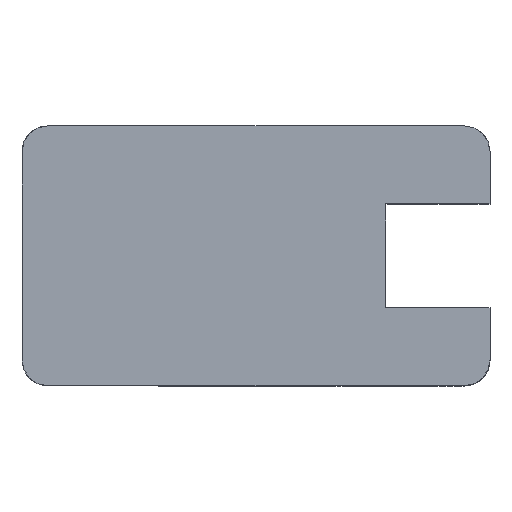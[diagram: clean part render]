
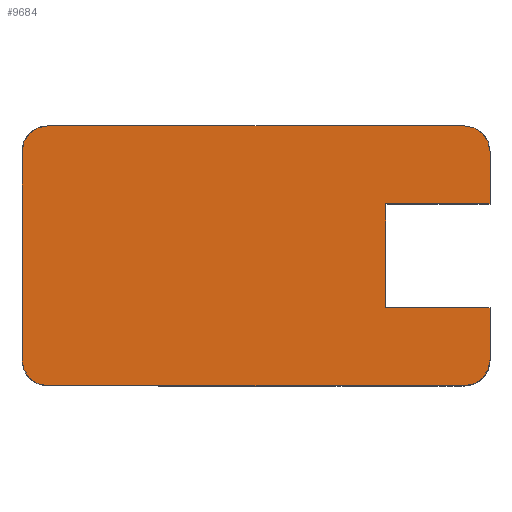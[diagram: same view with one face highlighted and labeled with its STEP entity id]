
A CAD part, top view. The second image highlights one B-rep face of the part: STEP entity #9684.
In plain terms, the highlighted planar face has unit normal (0, 0, 1).
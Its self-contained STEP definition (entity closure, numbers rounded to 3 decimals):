
#2002 = VERTEX_POINT('',#2003);
#2003 = CARTESIAN_POINT('',(27.244,-0.594,0.));
#2024 = VERTEX_POINT('',#2025);
#2025 = CARTESIAN_POINT('',(28.009,-0.746,0.));
#2032 = EDGE_CURVE('',#2024,#2002,#2033,.T.);
#2033 = LINE('',#2034,#2035);
#2034 = CARTESIAN_POINT('',(28.009,-0.746,0.));
#2035 = VECTOR('',#2036,1.);
#2036 = DIRECTION('',(-0.981,0.195,0.));
#2079 = VERTEX_POINT('',#2080);
#2080 = CARTESIAN_POINT('',(28.658,-1.18,0.));
#2087 = EDGE_CURVE('',#2079,#2024,#2088,.T.);
#2088 = LINE('',#2089,#2090);
#2089 = CARTESIAN_POINT('',(28.658,-1.18,0.));
#2090 = VECTOR('',#2091,1.);
#2091 = DIRECTION('',(-0.831,0.556,0.));
#2134 = VERTEX_POINT('',#2135);
#2135 = CARTESIAN_POINT('',(29.091,-1.828,0.));
#2142 = EDGE_CURVE('',#2134,#2079,#2143,.T.);
#2143 = LINE('',#2144,#2145);
#2144 = CARTESIAN_POINT('',(29.091,-1.828,0.));
#2145 = VECTOR('',#2146,1.);
#2146 = DIRECTION('',(-0.556,0.831,0.));
#2189 = VERTEX_POINT('',#2190);
#2190 = CARTESIAN_POINT('',(29.244,-2.594,0.));
#2197 = EDGE_CURVE('',#2189,#2134,#2198,.T.);
#2198 = LINE('',#2199,#2200);
#2199 = CARTESIAN_POINT('',(29.244,-2.594,0.));
#2200 = VECTOR('',#2201,1.);
#2201 = DIRECTION('',(-0.195,0.981,0.));
#2313 = VERTEX_POINT('',#2314);
#2314 = CARTESIAN_POINT('',(-4.757,-0.594,0.));
#2320 = EDGE_CURVE('',#2313,#2002,#2321,.T.);
#2321 = LINE('',#2322,#2323);
#2322 = CARTESIAN_POINT('',(-4.757,-0.594,0.));
#2323 = VECTOR('',#2324,1.);
#2324 = DIRECTION('',(1.,0.,0.));
#4603 = VERTEX_POINT('',#4604);
#4604 = CARTESIAN_POINT('',(-6.757,-18.594,0.));
#4625 = EDGE_CURVE('',#4603,#4626,#4628,.T.);
#4626 = VERTEX_POINT('',#4627);
#4627 = CARTESIAN_POINT('',(-6.604,-19.359,0.));
#4628 = LINE('',#4629,#4630);
#4629 = CARTESIAN_POINT('',(-6.757,-18.594,0.));
#4630 = VECTOR('',#4631,1.);
#4631 = DIRECTION('',(0.195,-0.981,0.));
#4680 = EDGE_CURVE('',#4626,#4681,#4683,.T.);
#4681 = VERTEX_POINT('',#4682);
#4682 = CARTESIAN_POINT('',(-6.171,-20.008,0.));
#4683 = LINE('',#4684,#4685);
#4684 = CARTESIAN_POINT('',(-6.604,-19.359,0.));
#4685 = VECTOR('',#4686,1.);
#4686 = DIRECTION('',(0.556,-0.831,0.));
#4735 = EDGE_CURVE('',#4681,#4736,#4738,.T.);
#4736 = VERTEX_POINT('',#4737);
#4737 = CARTESIAN_POINT('',(-5.522,-20.442,0.));
#4738 = LINE('',#4739,#4740);
#4739 = CARTESIAN_POINT('',(-6.171,-20.008,0.));
#4740 = VECTOR('',#4741,1.);
#4741 = DIRECTION('',(0.831,-0.556,0.));
#4760 = VERTEX_POINT('',#4761);
#4761 = CARTESIAN_POINT('',(-4.757,-20.594,0.));
#4788 = EDGE_CURVE('',#4736,#4760,#4789,.T.);
#4789 = LINE('',#4790,#4791);
#4790 = CARTESIAN_POINT('',(-5.522,-20.442,0.));
#4791 = VECTOR('',#4792,1.);
#4792 = DIRECTION('',(0.981,-0.195,0.));
#4830 = EDGE_CURVE('',#4603,#4831,#4833,.T.);
#4831 = VERTEX_POINT('',#4832);
#4832 = CARTESIAN_POINT('',(-6.757,-2.594,0.));
#4833 = LINE('',#4834,#4835);
#4834 = CARTESIAN_POINT('',(-6.757,-18.594,0.));
#4835 = VECTOR('',#4836,1.);
#4836 = DIRECTION('',(0.,1.,0.));
#5924 = VERTEX_POINT('',#5925);
#5925 = CARTESIAN_POINT('',(-6.604,-1.828,0.));
#5932 = EDGE_CURVE('',#5924,#4831,#5933,.T.);
#5933 = LINE('',#5934,#5935);
#5934 = CARTESIAN_POINT('',(-6.604,-1.828,0.));
#5935 = VECTOR('',#5936,1.);
#5936 = DIRECTION('',(-0.195,-0.981,0.));
#5984 = VERTEX_POINT('',#5985);
#5985 = CARTESIAN_POINT('',(-6.171,-1.18,0.));
#5992 = EDGE_CURVE('',#5984,#5924,#5993,.T.);
#5993 = LINE('',#5994,#5995);
#5994 = CARTESIAN_POINT('',(-6.171,-1.18,0.));
#5995 = VECTOR('',#5996,1.);
#5996 = DIRECTION('',(-0.556,-0.831,0.));
#6044 = VERTEX_POINT('',#6045);
#6045 = CARTESIAN_POINT('',(-5.522,-0.746,0.));
#6052 = EDGE_CURVE('',#6044,#5984,#6053,.T.);
#6053 = LINE('',#6054,#6055);
#6054 = CARTESIAN_POINT('',(-5.522,-0.746,0.));
#6055 = VECTOR('',#6056,1.);
#6056 = DIRECTION('',(-0.831,-0.556,0.));
#6119 = EDGE_CURVE('',#2313,#6044,#6120,.T.);
#6120 = LINE('',#6121,#6122);
#6121 = CARTESIAN_POINT('',(-4.757,-0.594,0.));
#6122 = VECTOR('',#6123,1.);
#6123 = DIRECTION('',(-0.981,-0.195,0.));
#7272 = EDGE_CURVE('',#2189,#7273,#7275,.T.);
#7273 = VERTEX_POINT('',#7274);
#7274 = CARTESIAN_POINT('',(29.244,-6.594,0.));
#7275 = LINE('',#7276,#7277);
#7276 = CARTESIAN_POINT('',(29.244,-2.594,0.));
#7277 = VECTOR('',#7278,1.);
#7278 = DIRECTION('',(0.,-1.,0.));
#7296 = EDGE_CURVE('',#7273,#7297,#7299,.T.);
#7297 = VERTEX_POINT('',#7298);
#7298 = CARTESIAN_POINT('',(21.243,-6.594,0.));
#7299 = LINE('',#7300,#7301);
#7300 = CARTESIAN_POINT('',(29.244,-6.594,0.));
#7301 = VECTOR('',#7302,1.);
#7302 = DIRECTION('',(-1.,0.,0.));
#7332 = VERTEX_POINT('',#7333);
#7333 = CARTESIAN_POINT('',(21.243,-14.594,0.));
#7348 = EDGE_CURVE('',#7297,#7332,#7349,.T.);
#7349 = LINE('',#7350,#7351);
#7350 = CARTESIAN_POINT('',(21.243,-6.594,0.));
#7351 = VECTOR('',#7352,1.);
#7352 = DIRECTION('',(0.,-1.,0.));
#7363 = EDGE_CURVE('',#7332,#7364,#7366,.T.);
#7364 = VERTEX_POINT('',#7365);
#7365 = CARTESIAN_POINT('',(29.244,-14.594,0.));
#7366 = LINE('',#7367,#7368);
#7367 = CARTESIAN_POINT('',(21.243,-14.594,0.));
#7368 = VECTOR('',#7369,1.);
#7369 = DIRECTION('',(1.,0.,0.));
#8266 = VERTEX_POINT('',#8267);
#8267 = CARTESIAN_POINT('',(29.244,-18.594,0.));
#8288 = VERTEX_POINT('',#8289);
#8289 = CARTESIAN_POINT('',(29.091,-19.359,0.));
#8296 = EDGE_CURVE('',#8288,#8266,#8297,.T.);
#8297 = LINE('',#8298,#8299);
#8298 = CARTESIAN_POINT('',(29.091,-19.359,0.));
#8299 = VECTOR('',#8300,1.);
#8300 = DIRECTION('',(0.195,0.981,0.));
#8357 = VERTEX_POINT('',#8358);
#8358 = CARTESIAN_POINT('',(28.658,-20.008,0.));
#8365 = EDGE_CURVE('',#8357,#8288,#8366,.T.);
#8366 = LINE('',#8367,#8368);
#8367 = CARTESIAN_POINT('',(28.658,-20.008,0.));
#8368 = VECTOR('',#8369,1.);
#8369 = DIRECTION('',(0.556,0.831,0.));
#8426 = VERTEX_POINT('',#8427);
#8427 = CARTESIAN_POINT('',(28.009,-20.442,0.));
#8434 = EDGE_CURVE('',#8426,#8357,#8435,.T.);
#8435 = LINE('',#8436,#8437);
#8436 = CARTESIAN_POINT('',(28.009,-20.442,0.));
#8437 = VECTOR('',#8438,1.);
#8438 = DIRECTION('',(0.831,0.556,0.));
#8495 = VERTEX_POINT('',#8496);
#8496 = CARTESIAN_POINT('',(27.244,-20.594,0.));
#8503 = EDGE_CURVE('',#8495,#8426,#8504,.T.);
#8504 = LINE('',#8505,#8506);
#8505 = CARTESIAN_POINT('',(27.244,-20.594,0.));
#8506 = VECTOR('',#8507,1.);
#8507 = DIRECTION('',(0.981,0.195,0.));
#9605 = EDGE_CURVE('',#7364,#8266,#9606,.T.);
#9606 = LINE('',#9607,#9608);
#9607 = CARTESIAN_POINT('',(29.244,-14.594,0.));
#9608 = VECTOR('',#9609,1.);
#9609 = DIRECTION('',(0.,-1.,0.));
#9619 = EDGE_CURVE('',#8495,#4760,#9620,.T.);
#9620 = LINE('',#9621,#9622);
#9621 = CARTESIAN_POINT('',(27.244,-20.594,0.));
#9622 = VECTOR('',#9623,1.);
#9623 = DIRECTION('',(-1.,0.,0.));
#9684 = ADVANCED_FACE('',(#9685),#9711,.T.);
#9685 = FACE_BOUND('',#9686,.T.);
#9686 = EDGE_LOOP('',(#9687,#9688,#9689,#9690,#9691,#9692,#9693,#9694,
    #9695,#9696,#9697,#9698,#9699,#9700,#9701,#9702,#9703,#9704,#9705,
    #9706,#9707,#9708,#9709,#9710));
#9687 = ORIENTED_EDGE('',*,*,#4788,.T.);
#9688 = ORIENTED_EDGE('',*,*,#9619,.F.);
#9689 = ORIENTED_EDGE('',*,*,#8503,.T.);
#9690 = ORIENTED_EDGE('',*,*,#8434,.T.);
#9691 = ORIENTED_EDGE('',*,*,#8365,.T.);
#9692 = ORIENTED_EDGE('',*,*,#8296,.T.);
#9693 = ORIENTED_EDGE('',*,*,#9605,.F.);
#9694 = ORIENTED_EDGE('',*,*,#7363,.F.);
#9695 = ORIENTED_EDGE('',*,*,#7348,.F.);
#9696 = ORIENTED_EDGE('',*,*,#7296,.F.);
#9697 = ORIENTED_EDGE('',*,*,#7272,.F.);
#9698 = ORIENTED_EDGE('',*,*,#2197,.T.);
#9699 = ORIENTED_EDGE('',*,*,#2142,.T.);
#9700 = ORIENTED_EDGE('',*,*,#2087,.T.);
#9701 = ORIENTED_EDGE('',*,*,#2032,.T.);
#9702 = ORIENTED_EDGE('',*,*,#2320,.F.);
#9703 = ORIENTED_EDGE('',*,*,#6119,.T.);
#9704 = ORIENTED_EDGE('',*,*,#6052,.T.);
#9705 = ORIENTED_EDGE('',*,*,#5992,.T.);
#9706 = ORIENTED_EDGE('',*,*,#5932,.T.);
#9707 = ORIENTED_EDGE('',*,*,#4830,.F.);
#9708 = ORIENTED_EDGE('',*,*,#4625,.T.);
#9709 = ORIENTED_EDGE('',*,*,#4680,.T.);
#9710 = ORIENTED_EDGE('',*,*,#4735,.T.);
#9711 = PLANE('',#9712);
#9712 = AXIS2_PLACEMENT_3D('',#9713,#9714,#9715);
#9713 = CARTESIAN_POINT('',(12.529,-10.594,0.));
#9714 = DIRECTION('',(0.,0.,1.));
#9715 = DIRECTION('',(0.,1.,0.));
